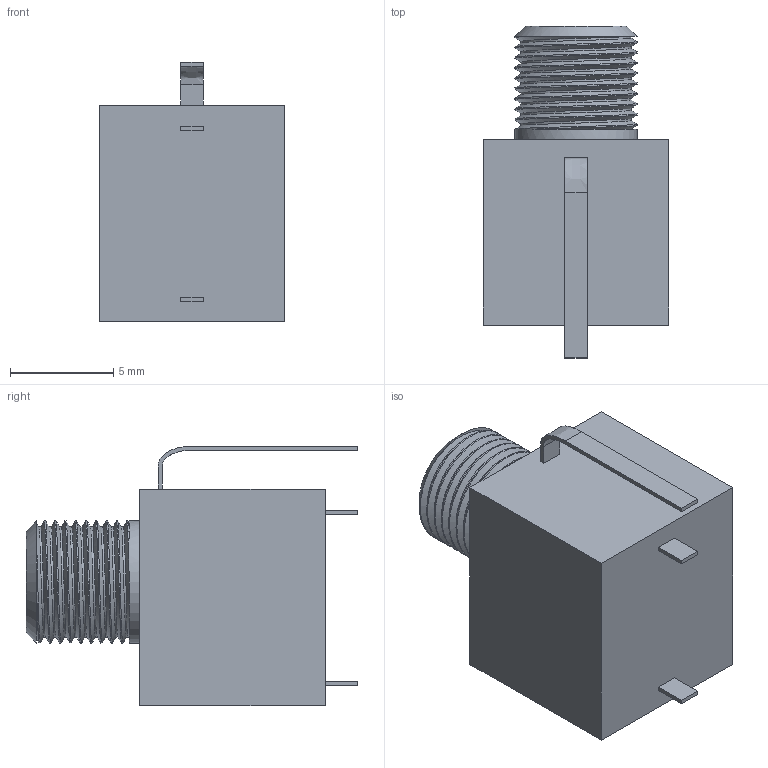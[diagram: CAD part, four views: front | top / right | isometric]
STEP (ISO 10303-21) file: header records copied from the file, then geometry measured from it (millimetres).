
FILE_DESCRIPTION(/* description */ (''),/* implementation_level */ '2;1');
FILE_NAME(/* name */ 'WQP-PJ398SM v3.step',/* time_stamp */ '2018-09-23T19:50:25-04:00',/* author */ ('kiranshila'),/* organization */ (''),/* preprocessor_version */ 'ST-DEVELOPER v17.2',/* originating_system */ 'Autodesk Translation Framework v7.6.0.251',/* authorisation */ '');
FILE_SCHEMA (('AUTOMOTIVE_DESIGN { 1 0 10303 214 3 1 1 }'));
Length unit declared in the file: millimetre
Products named in the file (1): WQP-PJ398SM
Bounding box: 9 x 16.08 x 12.58 mm (x, y, z)
Volume: 888.8 mm3; surface area: 841.1 mm2
Topology: 1 solids, 1 shells, 54 faces, 139 edges, 92 vertices
Faces by surface type: plane 27, cylinder 22, bspline 4, cone 1
Full cylindrical faces by diameter (mm): 3.6 x1, 5.351 x9, 5.927 x9
Entity records: 3071 total; most frequent: CARTESIAN_POINT 1792, ORIENTED_EDGE 278, DIRECTION 206, EDGE_CURVE 139, VERTEX_POINT 92, LINE 78, VECTOR 78, AXIS2_PLACEMENT_3D 64
